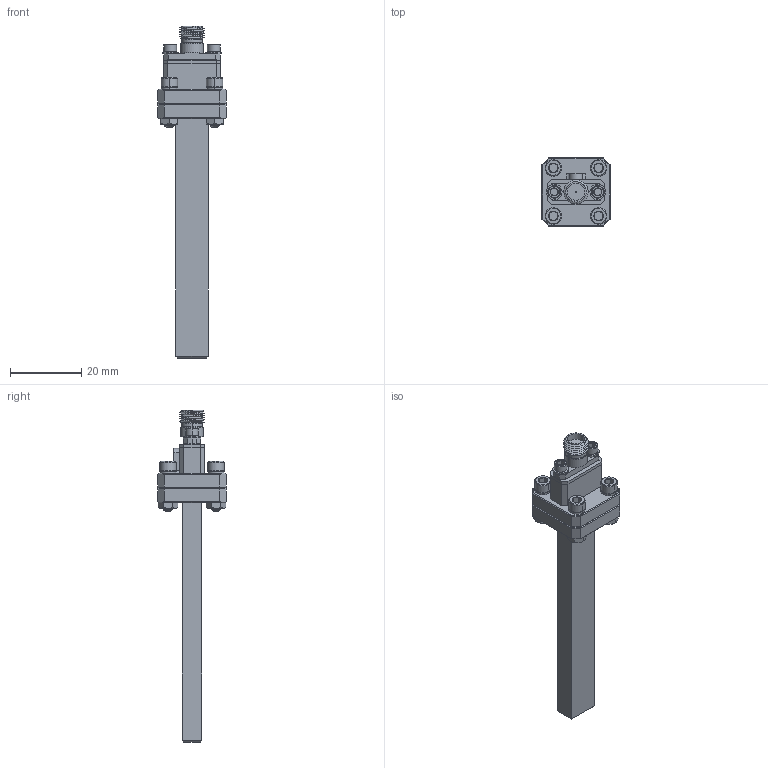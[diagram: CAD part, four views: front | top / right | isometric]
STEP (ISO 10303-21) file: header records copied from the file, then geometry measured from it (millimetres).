
FILE_DESCRIPTION (( 'STEP AP203' ), '1' );
FILE_NAME ('SAP-28KF-R2.STEP', '2019-03-27T14:11:29', ( '' ), ( '' ), 'SwSTEP 2.0', 'SolidWorks 2016', '' );
FILE_SCHEMA (( 'CONFIG_CONTROL_DESIGN' ));
Length unit declared in the file: inch
Products named in the file (1): SAP-28KF-R2
Bounding box: 19.05 x 19.05 x 92.96 mm (x, y, z)
Volume: 7861.9 mm3; surface area: 6885.3 mm2
Topology: 20 solids, 20 shells, 933 faces, 2379 edges, 1498 vertices
Faces by surface type: cylinder 528, plane 216, cone 173, bspline 16
Entity records: 37158 total; most frequent: CARTESIAN_POINT 16963, ORIENTED_EDGE 4734, DIRECTION 3714, EDGE_CURVE 2367, VERTEX_POINT 1498, AXIS2_PLACEMENT_3D 1357, LINE 1000, VECTOR 1000
